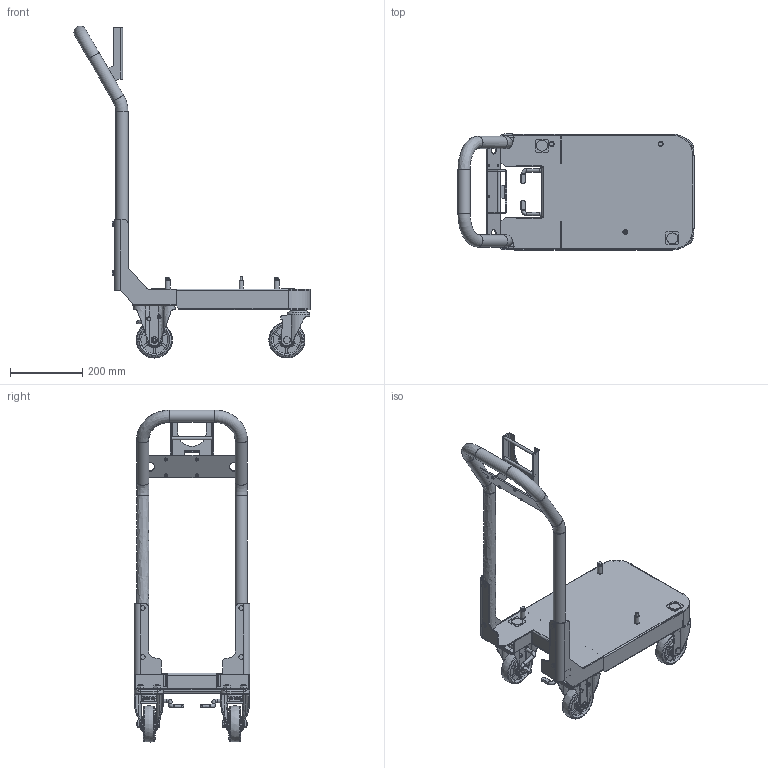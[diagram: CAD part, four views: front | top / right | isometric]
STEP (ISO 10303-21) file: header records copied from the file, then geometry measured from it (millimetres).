
FILE_DESCRIPTION((''),'2;1');
FILE_NAME('Floor cart.stp','2015-05-25T11:14:27',('UJ23342'),(''),'Autodesk Inventor 2010','Autodesk Inventor 2010','');
FILE_SCHEMA(('CONFIG_CONTROL_DESIGN'));
Length unit declared in the file: millimetre
Products named in the file (42): GN0066-401B; GN0066-010-26A; GN0066-010-26_P01A; GN0066-010-26_P02A; GN0066-010-26_P03A; GN0066-010-26_P04A; GU0565-920-18_P05A; GN0066-010-26_P06A; GN0066-010-35B; GN0066-010-35_P01A; GN0066-010-35_P02A; GN0066-010-35_P03A; GN0066-010-35_P04A; GN0066-010-35_P05A; GN0066-010-35_P06A; GN0066-010-35_P07A; GN0066-010-35_P08A; GN0066-010-35_P09A; GN0066_YUEI CASTER_GUKB-100(L)_CPD; GN0066_YUEI CASTER_GUKB-100(L)_CPD_P01A; GN0066_YUEI CASTER_GUKB-100(L)_CPD_P03A; GN0066_YUEI CASTER_GUKB-100(L)_CPD_P02A; GN0066_YUEI CASTER_GUKB-100(L)_CPD_P06A; GN0066_YUEI CASTER_GUKB-100(L)_CPD_P05A; GN0066_YUEI CASTER_GUKB-100(L)_CPD_P04A; GU0565_YUEI CASTER_GUKB-100(R)_CPD; GN0066_YUEI CASTER_GUKB-100(R)_CPD_P06A; GN0066_YUEI CASTER_GUKB-100(R)_CPD_P01A; GN0066_YUEI CASTER_GUKB-100(R)_CPD_P03A; GN0066_YUEI CASTER_GUKB-100(R)_CPD_P02A; GN0066_YUEI CASTER_GUKB-100(R)_CPD_P05A; GN0066_YUEI CASTER_GUKB-100(R)_CPD_P04A; GN0066_YUEI CASTER_SJT-100GU_M16-40_CPD; GN0066_YUEI CASTER_SJT-100GU_M16-40_CPD_P01A; GN0066_YUEI CASTER_SJT-100GU_M16-40_CPD_P02A; GN0066_YUEI CASTER_SJT-100GU_M16-40_CPD_P03A; GN0066_YUEI CASTER_SJT-100GU_M16-40_CPD_P04A; GN0066_YUEI CASTER_SJT-100GU_M16-40_CPD_P05A; GN0066_JIS_M6x40_座金組込HB(SWW)(SUS); GN0066_JIS_M10x20_座金組込HB(SW)(SUS) ...
Assembly tree (71 placements, depth 3):
  GN0066-401B
    GN0066-010-26A
      GN0066-010-26_P01A
      GN0066-010-26_P02A
      GN0066-010-26_P03A
      GN0066-010-26_P04A  x2
      GU0565-920-18_P05A  x4
      GN0066-010-26_P06A  x4
    GN0066-010-35B
      GN0066-010-35_P01A  x2
      GN0066-010-35_P02A
      GN0066-010-35_P03A
      GN0066-010-35_P04A  x2
      GN0066-010-35_P05A
      GN0066-010-35_P06A  x2
      GN0066-010-35_P07A  x2
      GN0066-010-35_P08A
      GN0066-010-35_P09A  x8
    GN0066_YUEI CASTER_GUKB-100(L)_CPD
      GN0066_YUEI CASTER_GUKB-100(L)_CPD_P01A
      GN0066_YUEI CASTER_GUKB-100(L)_CPD_P03A
      GN0066_YUEI CASTER_GUKB-100(L)_CPD_P02A
      GN0066_YUEI CASTER_GUKB-100(L)_CPD_P06A
      GN0066_YUEI CASTER_GUKB-100(L)_CPD_P05A
      GN0066_YUEI CASTER_GUKB-100(L)_CPD_P04A
    GU0565_YUEI CASTER_GUKB-100(R)_CPD
      GN0066_YUEI CASTER_GUKB-100(R)_CPD_P06A
      GN0066_YUEI CASTER_GUKB-100(R)_CPD_P01A
      GN0066_YUEI CASTER_GUKB-100(R)_CPD_P03A
      GN0066_YUEI CASTER_GUKB-100(R)_CPD_P02A
      GN0066_YUEI CASTER_GUKB-100(R)_CPD_P05A
      GN0066_YUEI CASTER_GUKB-100(R)_CPD_P04A
    GN0066_YUEI CASTER_SJT-100GU_M16-40_CPD  x2
      GN0066_YUEI CASTER_SJT-100GU_M16-40_CPD_P01A
      GN0066_YUEI CASTER_SJT-100GU_M16-40_CPD_P02A
      GN0066_YUEI CASTER_SJT-100GU_M16-40_CPD_P03A
      GN0066_YUEI CASTER_SJT-100GU_M16-40_CPD_P04A
      GN0066_YUEI CASTER_SJT-100GU_M16-40_CPD_P05A
    GN0066_JIS_M6x40_座金組込HB(SWW)(SUS)
    GN0066_JIS_M10x20_座金組込HB(SW)(SUS)  x8
    GN0066_JIS_M6x16_座金組込HB(SWW)(Steel)_CPD  x4
    JIS_M6x10_座金組込HB(SWW)(SUS)  x2
Bounding box: 651.97 x 320 x 916.85 mm (x, y, z)
Volume: 2689379.1 mm3; surface area: 1474321.6 mm2
Topology: 84 solids, 84 shells, 2148 faces, 5092 edges, 3192 vertices
Faces by surface type: plane 990, bspline 528, cylinder 461, cone 114, torus 52, sphere 3
Full cylindrical faces by diameter (mm): 4.134 x4, 4.917 x4, 6 x14, 6.1 x7, 6.5 x7, 7 x2, 8 x1, 8.376 x11, 9 x2, 10 x17, 10.2 x8, 11 x4, 11.5 x7, 12 x14, 12.2 x3, 13 x7, 13.835 x2, 14 x2, 16 x2, 17.5 x6, 17.6 x10, 18.4 x3, 30 x3, 34 x3, 35 x6, 36.8 x6, 44.2 x6, 56.8 x2, 62 x2
Entity records: 49467 total; most frequent: CARTESIAN_POINT 15843, ORIENTED_EDGE 6562, DIRECTION 6417, EDGE_CURVE 3281, AXIS2_PLACEMENT_3D 2384, VERTEX_POINT 2174, EDGE_LOOP 1883, VECTOR 1649
